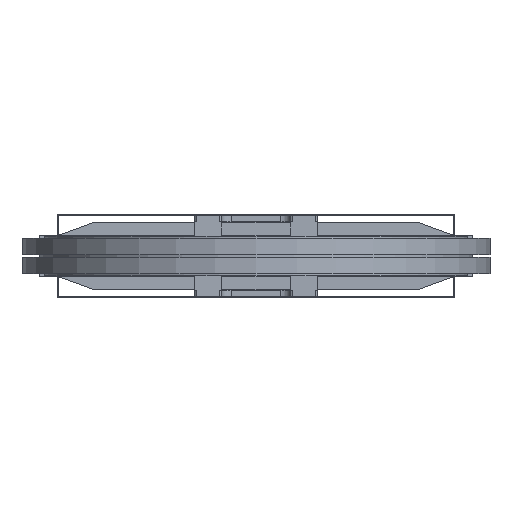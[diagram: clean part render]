
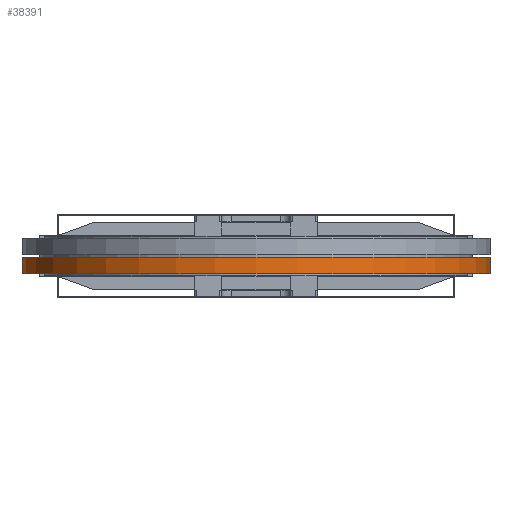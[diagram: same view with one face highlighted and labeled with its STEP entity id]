
A CAD part, front view. The second image highlights one B-rep face of the part: STEP entity #38391.
In plain terms, the highlighted cylindrical face has radius 735 mm (diameter 1470 mm), a partial arc.
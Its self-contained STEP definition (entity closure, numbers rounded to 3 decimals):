
#2265 = CARTESIAN_POINT ( 'NONE',  ( -735., 0., -60. ) ) ;
#5307 = VERTEX_POINT ( 'NONE', #25283 ) ;
#7098 = CARTESIAN_POINT ( 'NONE',  ( 735., 0., -60. ) ) ;
#8003 = CARTESIAN_POINT ( 'NONE',  ( 735., 0., -60. ) ) ;
#9335 = VERTEX_POINT ( 'NONE', #31574 ) ;
#12665 = EDGE_CURVE ( 'NONE', #34329, #5307, #35656, .T. ) ;
#12680 = CIRCLE ( 'NONE', #23691, 735. ) ;
#15687 = CARTESIAN_POINT ( 'NONE',  ( -735., 0., -60. ) ) ;
#15806 = LINE ( 'NONE', #2265, #46910 ) ;
#16219 = AXIS2_PLACEMENT_3D ( 'NONE', #20332, #24793, #40943 ) ;
#16225 = DIRECTION ( 'NONE',  ( 0., 0., 1. ) ) ;
#18129 = DIRECTION ( 'NONE',  ( 1., 0., 0. ) ) ;
#18189 = ORIENTED_EDGE ( 'NONE', *, *, #38551, .F. ) ;
#18854 = CARTESIAN_POINT ( 'NONE',  ( 0., 0., -60. ) ) ;
#20332 = CARTESIAN_POINT ( 'NONE',  ( 0., 0., -60. ) ) ;
#20344 = VERTEX_POINT ( 'NONE', #15687 ) ;
#20729 = EDGE_LOOP ( 'NONE', ( #21504, #44311, #18189, #45290 ) ) ;
#21504 = ORIENTED_EDGE ( 'NONE', *, *, #34409, .T. ) ;
#22142 = CYLINDRICAL_SURFACE ( 'NONE', #16219, 735. ) ;
#23691 = AXIS2_PLACEMENT_3D ( 'NONE', #34363, #37898, #18129 ) ;
#24793 = DIRECTION ( 'NONE',  ( 0., 0., 1. ) ) ;
#25283 = CARTESIAN_POINT ( 'NONE',  ( 735., 0., -8. ) ) ;
#27396 = DIRECTION ( 'NONE',  ( 1., 0., 0. ) ) ;
#31574 = CARTESIAN_POINT ( 'NONE',  ( -735., 0., -8. ) ) ;
#32366 = AXIS2_PLACEMENT_3D ( 'NONE', #18854, #34898, #27396 ) ;
#34329 = VERTEX_POINT ( 'NONE', #7098 ) ;
#34363 = CARTESIAN_POINT ( 'NONE',  ( 0., 0., -8. ) ) ;
#34409 = EDGE_CURVE ( 'NONE', #20344, #34329, #40945, .T. ) ;
#34898 = DIRECTION ( 'NONE',  ( 0., 0., 1. ) ) ;
#35656 = LINE ( 'NONE', #8003, #39440 ) ;
#37898 = DIRECTION ( 'NONE',  ( 0., 0., 1. ) ) ;
#38391 = ADVANCED_FACE ( 'NONE', ( #39325 ), #22142, .T. ) ;
#38551 = EDGE_CURVE ( 'NONE', #9335, #5307, #12680, .T. ) ;
#39325 = FACE_OUTER_BOUND ( 'NONE', #20729, .T. ) ;
#39440 = VECTOR ( 'NONE', #16225, 1000. ) ;
#40943 = DIRECTION ( 'NONE',  ( -1., 0., 0. ) ) ;
#40945 = CIRCLE ( 'NONE', #32366, 735. ) ;
#43879 = EDGE_CURVE ( 'NONE', #20344, #9335, #15806, .T. ) ;
#44311 = ORIENTED_EDGE ( 'NONE', *, *, #12665, .T. ) ;
#45290 = ORIENTED_EDGE ( 'NONE', *, *, #43879, .F. ) ;
#46495 = DIRECTION ( 'NONE',  ( 0., 0., 1. ) ) ;
#46910 = VECTOR ( 'NONE', #46495, 1000. ) ;
